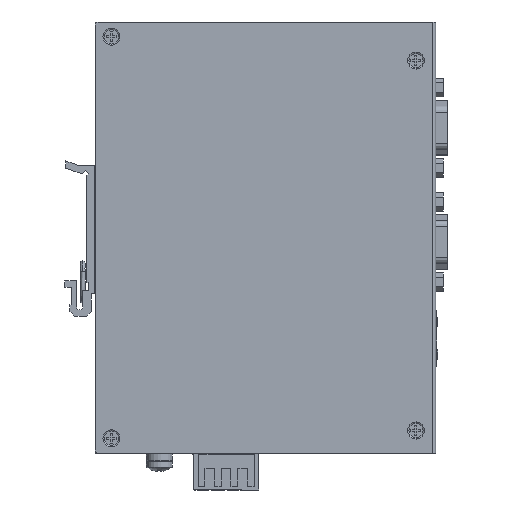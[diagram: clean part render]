
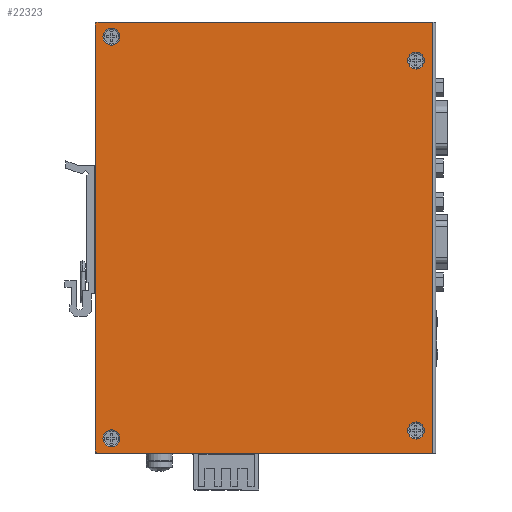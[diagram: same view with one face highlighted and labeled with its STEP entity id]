
A CAD part, front view. The second image highlights one B-rep face of the part: STEP entity #22323.
In plain terms, the highlighted planar face has unit normal (0, 1, 0).
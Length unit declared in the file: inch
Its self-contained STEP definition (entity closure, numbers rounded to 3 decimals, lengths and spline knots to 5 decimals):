
#19 = CARTESIAN_POINT ( 'NONE',  ( -1.8622, -0.03937, 0.1811 ) ) ;
#70 = DIRECTION ( 'NONE',  ( 0., 1., 0. ) ) ;
#187 = AXIS2_PLACEMENT_3D ( 'NONE', #41980, #7544, #47363 ) ;
#196 = CARTESIAN_POINT ( 'NONE',  ( 1.86614, -0.03937, 0.37992 ) ) ;
#1085 = EDGE_LOOP ( 'NONE', ( #6410, #40285 ) ) ;
#2221 = CIRCLE ( 'NONE', #9096, 0.10433 ) ;
#3266 = EDGE_CURVE ( 'NONE', #7472, #13807, #30629, .T. ) ;
#3870 = CIRCLE ( 'NONE', #35878, 0.03937 ) ;
#4957 = AXIS2_PLACEMENT_3D ( 'NONE', #41213, #23632, #15311 ) ;
#5472 = VERTEX_POINT ( 'NONE', #54858 ) ;
#6354 = AXIS2_PLACEMENT_3D ( 'NONE', #17800, #48731, #53155 ) ;
#6410 = ORIENTED_EDGE ( 'NONE', *, *, #50063, .T. ) ;
#6433 = VERTEX_POINT ( 'NONE', #40458 ) ;
#6890 = DIRECTION ( 'NONE',  ( 0., 0., -1. ) ) ;
#7472 = VERTEX_POINT ( 'NONE', #47134 ) ;
#7544 = DIRECTION ( 'NONE',  ( 0., -1., 0. ) ) ;
#8407 = EDGE_CURVE ( 'NONE', #31625, #32262, #54804, .T. ) ;
#8478 = EDGE_LOOP ( 'NONE', ( #9117, #33113 ) ) ;
#8493 = EDGE_CURVE ( 'NONE', #45021, #40327, #43717, .T. ) ;
#9096 = AXIS2_PLACEMENT_3D ( 'NONE', #19, #21513, #30215 ) ;
#9112 = VERTEX_POINT ( 'NONE', #17084 ) ;
#9117 = ORIENTED_EDGE ( 'NONE', *, *, #18892, .T. ) ;
#10663 = DIRECTION ( 'NONE',  ( 0., 0., -1. ) ) ;
#10771 = DIRECTION ( 'NONE',  ( 0., 0., -1. ) ) ;
#11204 = VERTEX_POINT ( 'NONE', #31595 ) ;
#11421 = LINE ( 'NONE', #41894, #36344 ) ;
#11497 = CARTESIAN_POINT ( 'NONE',  ( 1.86614, -0.03937, 0.27559 ) ) ;
#12479 = ORIENTED_EDGE ( 'NONE', *, *, #56013, .T. ) ;
#12802 = EDGE_CURVE ( 'NONE', #47064, #33413, #37712, .T. ) ;
#12962 = CARTESIAN_POINT ( 'NONE',  ( 2.06693, -0.03937, 5.27559 ) ) ;
#13807 = VERTEX_POINT ( 'NONE', #52231 ) ;
#13960 = EDGE_LOOP ( 'NONE', ( #17400, #28382 ) ) ;
#14154 = FACE_BOUND ( 'NONE', #13960, .T. ) ;
#14784 = CARTESIAN_POINT ( 'NONE',  ( -2.06299, -0.03937, 5.27559 ) ) ;
#15141 = PLANE ( 'NONE',  #16787 ) ;
#15311 = DIRECTION ( 'NONE',  ( 0., 0., -1. ) ) ;
#15951 = DIRECTION ( 'NONE',  ( 0., 0., -1. ) ) ;
#16787 = AXIS2_PLACEMENT_3D ( 'NONE', #14784, #19415, #28088 ) ;
#17084 = CARTESIAN_POINT ( 'NONE',  ( -2.06299, -0.03937, 0.03937 ) ) ;
#17203 = CIRCLE ( 'NONE', #54062, 0.10433 ) ;
#17303 = DIRECTION ( 'NONE',  ( 0., 0., 1. ) ) ;
#17400 = ORIENTED_EDGE ( 'NONE', *, *, #8407, .T. ) ;
#17800 = CARTESIAN_POINT ( 'NONE',  ( 1.86614, -0.03937, 4.80315 ) ) ;
#18892 = EDGE_CURVE ( 'NONE', #33413, #47064, #27540, .T. ) ;
#19415 = DIRECTION ( 'NONE',  ( 0., 1., 0. ) ) ;
#19499 = LINE ( 'NONE', #12962, #42314 ) ;
#19732 = DIRECTION ( 'NONE',  ( 0., 0., 1. ) ) ;
#20184 = EDGE_CURVE ( 'NONE', #32262, #31625, #17203, .T. ) ;
#20186 = CARTESIAN_POINT ( 'NONE',  ( -1.8622, -0.03937, 0.28543 ) ) ;
#21475 = CARTESIAN_POINT ( 'NONE',  ( 1.86614, -0.03937, 0.27559 ) ) ;
#21513 = DIRECTION ( 'NONE',  ( 0., -1., 0. ) ) ;
#21562 = ORIENTED_EDGE ( 'NONE', *, *, #32774, .T. ) ;
#22323 = ADVANCED_FACE ( 'NONE', ( #40463, #14154, #43922, #39095, #52877 ), #15141, .T. ) ;
#23513 = ORIENTED_EDGE ( 'NONE', *, *, #55507, .T. ) ;
#23632 = DIRECTION ( 'NONE',  ( 0., -1., 0. ) ) ;
#24064 = AXIS2_PLACEMENT_3D ( 'NONE', #21475, #34421, #57236 ) ;
#24703 = CIRCLE ( 'NONE', #6354, 0.10433 ) ;
#25011 = EDGE_CURVE ( 'NONE', #5472, #13807, #19499, .T. ) ;
#26698 = ORIENTED_EDGE ( 'NONE', *, *, #3266, .F. ) ;
#27540 = CIRCLE ( 'NONE', #40678, 0.10433 ) ;
#27984 = CARTESIAN_POINT ( 'NONE',  ( -1.8622, -0.03937, 0.07677 ) ) ;
#28088 = DIRECTION ( 'NONE',  ( 0., 0., 1. ) ) ;
#28380 = EDGE_CURVE ( 'NONE', #6433, #49682, #52470, .T. ) ;
#28382 = ORIENTED_EDGE ( 'NONE', *, *, #20184, .T. ) ;
#28403 = DIRECTION ( 'NONE',  ( 0., 1., 0. ) ) ;
#30215 = DIRECTION ( 'NONE',  ( 0., 0., -1. ) ) ;
#30610 = EDGE_LOOP ( 'NONE', ( #38691, #12479, #38869, #26698, #23513, #40624 ) ) ;
#30629 = LINE ( 'NONE', #52589, #40981 ) ;
#30944 = DIRECTION ( 'NONE',  ( 1., 0., 0. ) ) ;
#31595 = CARTESIAN_POINT ( 'NONE',  ( 1.86614, -0.03937, 4.90748 ) ) ;
#31618 = CARTESIAN_POINT ( 'NONE',  ( -1.8622, -0.03937, 5.19882 ) ) ;
#31625 = VERTEX_POINT ( 'NONE', #56254 ) ;
#32262 = VERTEX_POINT ( 'NONE', #31618 ) ;
#32774 = EDGE_CURVE ( 'NONE', #40327, #45021, #2221, .T. ) ;
#33113 = ORIENTED_EDGE ( 'NONE', *, *, #12802, .T. ) ;
#33413 = VERTEX_POINT ( 'NONE', #36647 ) ;
#33710 = DIRECTION ( 'NONE',  ( 0., -1., 0. ) ) ;
#34421 = DIRECTION ( 'NONE',  ( 0., -1., 0. ) ) ;
#34624 = DIRECTION ( 'NONE',  ( 0., 0., -1. ) ) ;
#35473 = VERTEX_POINT ( 'NONE', #50218 ) ;
#35878 = AXIS2_PLACEMENT_3D ( 'NONE', #41179, #28403, #19732 ) ;
#36183 = LINE ( 'NONE', #41501, #51350 ) ;
#36344 = VECTOR ( 'NONE', #37066, 39.37008 ) ;
#36505 = CARTESIAN_POINT ( 'NONE',  ( -1.8622, -0.03937, 5.09449 ) ) ;
#36535 = AXIS2_PLACEMENT_3D ( 'NONE', #50467, #46415, #10663 ) ;
#36647 = CARTESIAN_POINT ( 'NONE',  ( 1.86614, -0.03937, 0.17126 ) ) ;
#37066 = DIRECTION ( 'NONE',  ( 1., 0., 0. ) ) ;
#37453 = CIRCLE ( 'NONE', #4957, 0.10433 ) ;
#37712 = CIRCLE ( 'NONE', #24064, 0.10433 ) ;
#38691 = ORIENTED_EDGE ( 'NONE', *, *, #28380, .T. ) ;
#38869 = ORIENTED_EDGE ( 'NONE', *, *, #25011, .T. ) ;
#39095 = FACE_BOUND ( 'NONE', #1085, .T. ) ;
#39732 = CARTESIAN_POINT ( 'NONE',  ( -2.02362, -0.03937, 5.23622 ) ) ;
#40174 = EDGE_LOOP ( 'NONE', ( #21562, #44248 ) ) ;
#40285 = ORIENTED_EDGE ( 'NONE', *, *, #47115, .T. ) ;
#40327 = VERTEX_POINT ( 'NONE', #27984 ) ;
#40458 = CARTESIAN_POINT ( 'NONE',  ( -2.06299, -0.03937, 5.23622 ) ) ;
#40463 = FACE_OUTER_BOUND ( 'NONE', #30610, .T. ) ;
#40624 = ORIENTED_EDGE ( 'NONE', *, *, #53172, .F. ) ;
#40678 = AXIS2_PLACEMENT_3D ( 'NONE', #11497, #33710, #15951 ) ;
#40981 = VECTOR ( 'NONE', #30944, 39.37008 ) ;
#41179 = CARTESIAN_POINT ( 'NONE',  ( -2.02362, -0.03937, 0.03937 ) ) ;
#41213 = CARTESIAN_POINT ( 'NONE',  ( 1.86614, -0.03937, 4.80315 ) ) ;
#41501 = CARTESIAN_POINT ( 'NONE',  ( -2.06299, -0.03937, 2.6378 ) ) ;
#41894 = CARTESIAN_POINT ( 'NONE',  ( 0.02362, -0.03937, 5.27559 ) ) ;
#41980 = CARTESIAN_POINT ( 'NONE',  ( -1.8622, -0.03937, 0.1811 ) ) ;
#42314 = VECTOR ( 'NONE', #34624, 39.37008 ) ;
#43717 = CIRCLE ( 'NONE', #187, 0.10433 ) ;
#43922 = FACE_BOUND ( 'NONE', #40174, .T. ) ;
#44248 = ORIENTED_EDGE ( 'NONE', *, *, #8493, .T. ) ;
#45021 = VERTEX_POINT ( 'NONE', #20186 ) ;
#45589 = AXIS2_PLACEMENT_3D ( 'NONE', #39732, #70, #17303 ) ;
#46415 = DIRECTION ( 'NONE',  ( 0., -1., 0. ) ) ;
#47064 = VERTEX_POINT ( 'NONE', #196 ) ;
#47115 = EDGE_CURVE ( 'NONE', #11204, #35473, #24703, .T. ) ;
#47134 = CARTESIAN_POINT ( 'NONE',  ( -2.02362, -0.03937, 0. ) ) ;
#47363 = DIRECTION ( 'NONE',  ( 0., 0., -1. ) ) ;
#48731 = DIRECTION ( 'NONE',  ( 0., -1., 0. ) ) ;
#49682 = VERTEX_POINT ( 'NONE', #50814 ) ;
#50063 = EDGE_CURVE ( 'NONE', #35473, #11204, #37453, .T. ) ;
#50218 = CARTESIAN_POINT ( 'NONE',  ( 1.86614, -0.03937, 4.69882 ) ) ;
#50467 = CARTESIAN_POINT ( 'NONE',  ( -1.8622, -0.03937, 5.09449 ) ) ;
#50814 = CARTESIAN_POINT ( 'NONE',  ( -2.02362, -0.03937, 5.27559 ) ) ;
#50955 = DIRECTION ( 'NONE',  ( 0., -1., 0. ) ) ;
#51350 = VECTOR ( 'NONE', #10771, 39.37008 ) ;
#52231 = CARTESIAN_POINT ( 'NONE',  ( 2.06693, -0.03937, 0. ) ) ;
#52470 = CIRCLE ( 'NONE', #45589, 0.03937 ) ;
#52589 = CARTESIAN_POINT ( 'NONE',  ( 0.02362, -0.03937, 0. ) ) ;
#52877 = FACE_BOUND ( 'NONE', #8478, .T. ) ;
#53155 = DIRECTION ( 'NONE',  ( 0., 0., -1. ) ) ;
#53172 = EDGE_CURVE ( 'NONE', #6433, #9112, #36183, .T. ) ;
#54062 = AXIS2_PLACEMENT_3D ( 'NONE', #36505, #50955, #6890 ) ;
#54804 = CIRCLE ( 'NONE', #36535, 0.10433 ) ;
#54858 = CARTESIAN_POINT ( 'NONE',  ( 2.06693, -0.03937, 5.27559 ) ) ;
#55507 = EDGE_CURVE ( 'NONE', #7472, #9112, #3870, .T. ) ;
#56013 = EDGE_CURVE ( 'NONE', #49682, #5472, #11421, .T. ) ;
#56254 = CARTESIAN_POINT ( 'NONE',  ( -1.8622, -0.03937, 4.99016 ) ) ;
#57236 = DIRECTION ( 'NONE',  ( 0., 0., -1. ) ) ;
